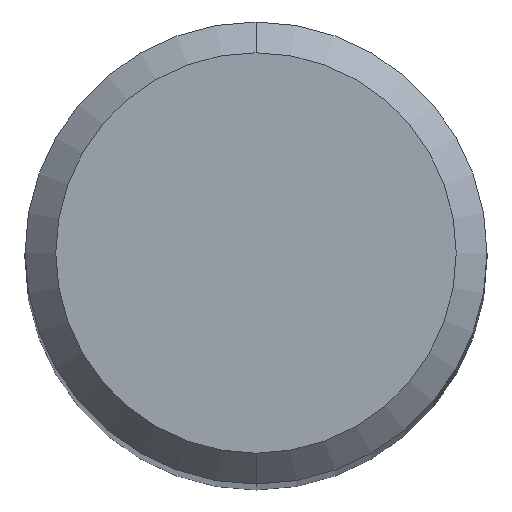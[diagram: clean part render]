
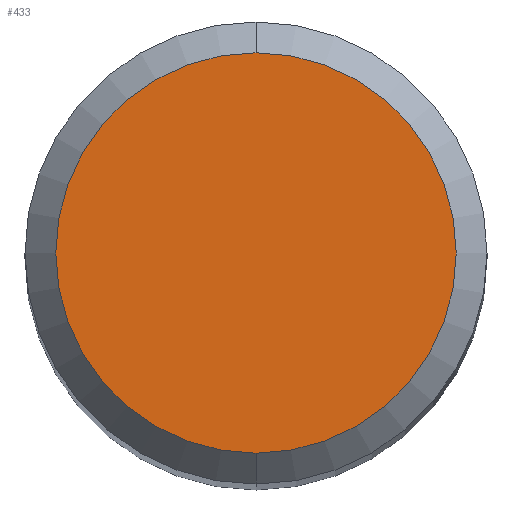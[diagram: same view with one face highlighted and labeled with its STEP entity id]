
A CAD part, top view. The second image highlights one B-rep face of the part: STEP entity #433.
In plain terms, the highlighted planar face has unit normal (0, 0, 1).
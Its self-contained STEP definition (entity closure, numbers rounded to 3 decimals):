
#213=EDGE_CURVE('',#271,#251,#524,.T.);
#225=EDGE_CURVE('',#251,#271,#536,.T.);
#251=VERTEX_POINT('',#563);
#271=VERTEX_POINT('',#585);
#433=ADVANCED_FACE('',(#765),#766,.T.);
#524=CIRCLE('',#951,2.6);
#536=CIRCLE('',#972,2.6);
#563=CARTESIAN_POINT('',(0.,-2.6,0.0));
#585=CARTESIAN_POINT('',(0.0,2.6,0.0));
#765=FACE_OUTER_BOUND('',#1399,.T.);
#766=PLANE('',#1400);
#951=AXIS2_PLACEMENT_3D('',#1486,#1487,#1488);
#972=AXIS2_PLACEMENT_3D('',#1490,#1491,#1492);
#1399=EDGE_LOOP('',(#1757,#1758));
#1400=AXIS2_PLACEMENT_3D('',#1759,#1760,#1761);
#1486=CARTESIAN_POINT('',(0.0,0.0,0.0));
#1487=DIRECTION('',(0.0,0.0,-1.0));
#1488=DIRECTION('',(0.0,1.0,0.0));
#1490=CARTESIAN_POINT('',(0.0,0.0,0.0));
#1491=DIRECTION('',(0.0,0.0,-1.0));
#1492=DIRECTION('',(0.0,1.0,0.0));
#1757=ORIENTED_EDGE('',*,*,#213,.F.);
#1758=ORIENTED_EDGE('',*,*,#225,.F.);
#1759=CARTESIAN_POINT('',(0.0,1.3,0.0));
#1760=DIRECTION('',(-0.0,0.0,1.0));
#1761=DIRECTION('',(0.0,-1.0,0.0));
